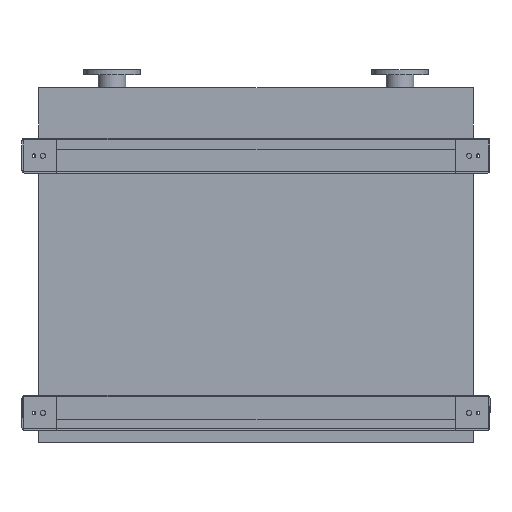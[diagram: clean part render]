
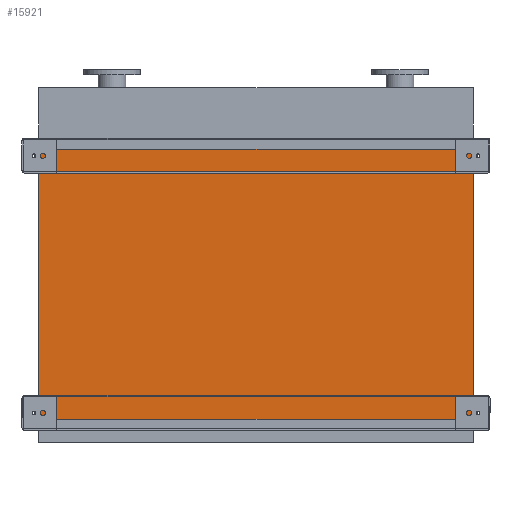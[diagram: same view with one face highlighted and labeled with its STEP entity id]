
A CAD part, front view. The second image highlights one B-rep face of the part: STEP entity #15921.
In plain terms, the highlighted planar face has unit normal (0, -1, 0).
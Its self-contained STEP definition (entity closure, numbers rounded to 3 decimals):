
#1021 = DIRECTION ( 'NONE',  ( 1., 0., 0. ) ) ;
#1033 = VECTOR ( 'NONE', #1021, 1000. ) ;
#1954 = ORIENTED_EDGE ( 'NONE', *, *, #7090, .T. ) ;
#2299 = LINE ( 'NONE', #10708, #16017 ) ;
#3539 = CARTESIAN_POINT ( 'NONE',  ( 845., 0., 0. ) ) ;
#4442 = PLANE ( 'NONE',  #9274 ) ;
#5084 = VECTOR ( 'NONE', #21338, 1000. ) ;
#5359 = LINE ( 'NONE', #21784, #19415 ) ;
#6254 = VERTEX_POINT ( 'NONE', #22871 ) ;
#6690 = ORIENTED_EDGE ( 'NONE', *, *, #9663, .F. ) ;
#7090 = EDGE_CURVE ( 'NONE', #8718, #6254, #14785, .T. ) ;
#8718 = VERTEX_POINT ( 'NONE', #12218 ) ;
#9274 = AXIS2_PLACEMENT_3D ( 'NONE', #20262, #9870, #22040 ) ;
#9477 = EDGE_CURVE ( 'NONE', #22854, #14297, #9851, .T. ) ;
#9634 = ORIENTED_EDGE ( 'NONE', *, *, #14260, .T. ) ;
#9663 = EDGE_CURVE ( 'NONE', #8718, #22854, #5359, .T. ) ;
#9851 = LINE ( 'NONE', #19625, #5084 ) ;
#9870 = DIRECTION ( 'NONE',  ( 0., -1., 0. ) ) ;
#10161 = FACE_OUTER_BOUND ( 'NONE', #21020, .T. ) ;
#10708 = CARTESIAN_POINT ( 'NONE',  ( 845., 0., -1050. ) ) ;
#11396 = DIRECTION ( 'NONE',  ( 0., 0., 1. ) ) ;
#12218 = CARTESIAN_POINT ( 'NONE',  ( -845., 0., -1050. ) ) ;
#13590 = CARTESIAN_POINT ( 'NONE',  ( -845., 0., -1050. ) ) ;
#14260 = EDGE_CURVE ( 'NONE', #6254, #14297, #2299, .T. ) ;
#14297 = VERTEX_POINT ( 'NONE', #3539 ) ;
#14785 = LINE ( 'NONE', #13590, #1033 ) ;
#15921 = ADVANCED_FACE ( 'NONE', ( #10161 ), #4442, .T. ) ;
#16017 = VECTOR ( 'NONE', #17636, 1000. ) ;
#16459 = ORIENTED_EDGE ( 'NONE', *, *, #9477, .F. ) ;
#17532 = CARTESIAN_POINT ( 'NONE',  ( -845., 0., 0. ) ) ;
#17636 = DIRECTION ( 'NONE',  ( 0., 0., 1. ) ) ;
#19415 = VECTOR ( 'NONE', #11396, 1000. ) ;
#19625 = CARTESIAN_POINT ( 'NONE',  ( -845., 0., 0. ) ) ;
#20262 = CARTESIAN_POINT ( 'NONE',  ( -845., 0., -1050. ) ) ;
#21020 = EDGE_LOOP ( 'NONE', ( #16459, #6690, #1954, #9634 ) ) ;
#21338 = DIRECTION ( 'NONE',  ( 1., 0., 0. ) ) ;
#21784 = CARTESIAN_POINT ( 'NONE',  ( -845., 0., -1050. ) ) ;
#22040 = DIRECTION ( 'NONE',  ( 0., 0., -1. ) ) ;
#22854 = VERTEX_POINT ( 'NONE', #17532 ) ;
#22871 = CARTESIAN_POINT ( 'NONE',  ( 845., 0., -1050. ) ) ;
